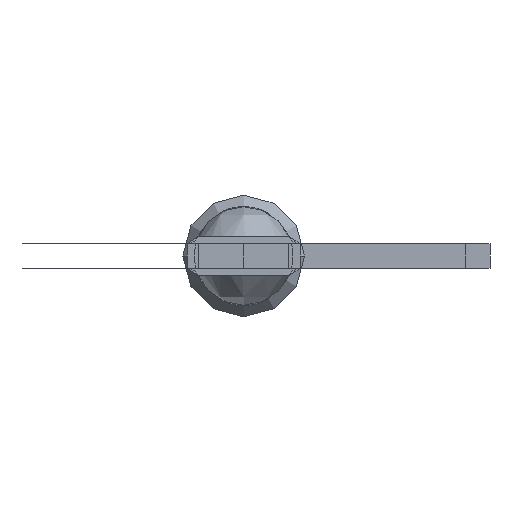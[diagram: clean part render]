
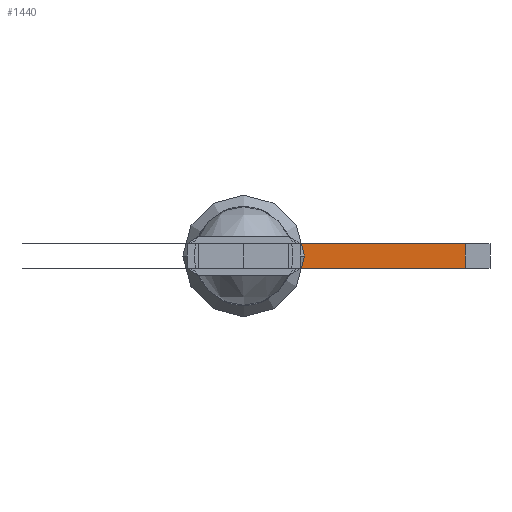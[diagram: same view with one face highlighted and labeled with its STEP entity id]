
A CAD part, left-side view. The second image highlights one B-rep face of the part: STEP entity #1440.
In plain terms, the highlighted planar face has unit normal (-1, 0, 0).
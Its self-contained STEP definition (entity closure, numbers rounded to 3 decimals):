
#1440=ADVANCED_FACE('', (#1450), #1460, .T.);
#14740=AXIS2_PLACEMENT_3D('Ax2Pl3d', #14750, #14760, #14770);
#28560=CARTESIAN_POINT('', (101.6,-22.86,-1.27));
#28580=CARTESIAN_POINT('', (101.6,-5.08,-1.27));
#28690=CARTESIAN_POINT('', (101.6,-5.08,1.27));
#28710=CARTESIAN_POINT('', (101.6,-22.86,1.27));
#14750=CARTESIAN_POINT('HicPkt', (101.6,-5.08,-1.27));
#29670=CARTESIAN_POINT('', (101.6,-22.86,1.27));
#29680=CARTESIAN_POINT('', (101.6,-5.08,1.27));
#29690=CARTESIAN_POINT('', (101.6,-5.08,-1.27));
#29700=CARTESIAN_POINT('', (101.6,-22.86,-1.27));
#14760=DIRECTION('Axis', (-1.,0.,0.)
);
#14770=DIRECTION('RefDirection', (0.,
0.,-1.));
#49000=DIRECTION('', (0.,0.,1.));
#49010=DIRECTION('', (0.,1.,0.));
#49020=DIRECTION('', (0.,0.,-1.));
#49030=DIRECTION('', (0.,-1.,0.));
#58120=EDGE_CURVE('', #56080, #56340, #58130, .T.);
#58140=EDGE_CURVE('', #56340, #56310, #58150, .T.);
#58160=EDGE_CURVE('', #56310, #56110, #58170, .T.);
#58180=EDGE_CURVE('', #56110, #56080, #58190, .T.);
#63700=EDGE_LOOP('Edge_loop', (#63710,#63720,#63730,#63740));
#1450=FACE_OUTER_BOUND('Face_outer_bound', #63700, .T.);
#58130=LINE('Line', #29670, #66790);
#58150=LINE('Line', #29680, #66800);
#58170=LINE('Line', #29690, #66810);
#58190=LINE('Line', #29700, #66820);
#63710=ORIENTED_EDGE('', *, *, #58120, .T.);
#63720=ORIENTED_EDGE('', *, *, #58140, .T.);
#63730=ORIENTED_EDGE('', *, *, #58160, .T.);
#63740=ORIENTED_EDGE('', *, *, #58180, .T.);
#1460=PLANE('Plane', #14740);
#66790=VECTOR('', #49000, 2.54);
#66800=VECTOR('', #49010, 17.78);
#66810=VECTOR('', #49020, 2.54);
#66820=VECTOR('', #49030, 17.78);
#56080=VERTEX_POINT('', #28560);
#56110=VERTEX_POINT('', #28580);
#56310=VERTEX_POINT('', #28690);
#56340=VERTEX_POINT('', #28710);
